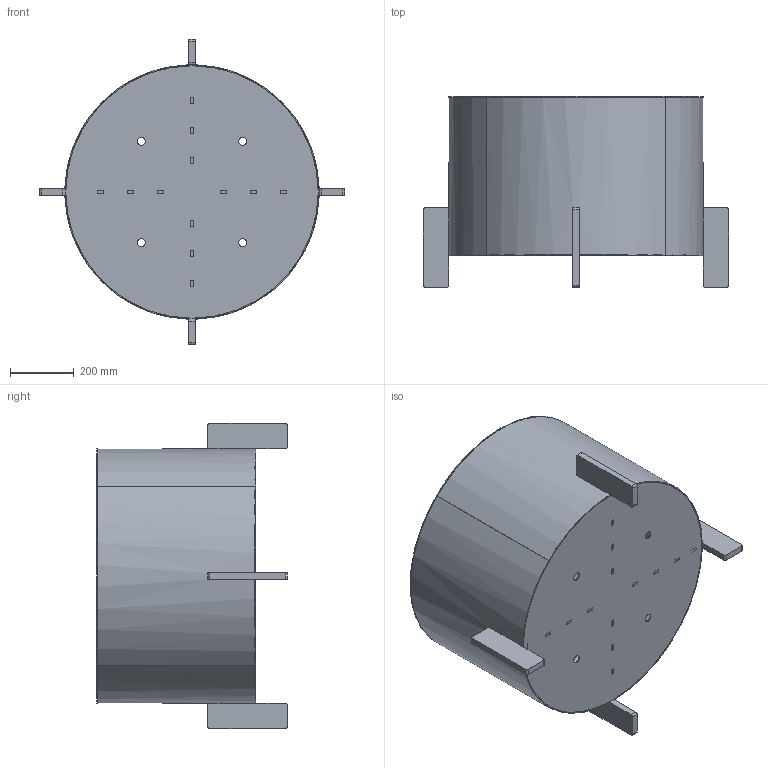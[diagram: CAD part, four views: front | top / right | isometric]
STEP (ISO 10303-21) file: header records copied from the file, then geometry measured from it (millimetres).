
FILE_DESCRIPTION (( 'STEP AP203' ), '1' );
FILE_NAME ('DRUM-DRC3.STEP', '2020-04-24T10:08:32', ( '' ), ( '' ), 'SwSTEP 2.0', 'SolidWorks 2019', '' );
FILE_SCHEMA (( 'CONFIG_CONTROL_DESIGN' ));
Length unit declared in the file: millimetre
Products named in the file (7): DRUM-3 Reinf.; DRUM-3 wall; DRUM-DRC3; DRUM-3 Innerring; DRUM-3 Topring; DRUM-3 Foot.; DRUM-3 Bottom
Assembly tree (12 placements, depth 2):
  DRUM-DRC3
    DRUM-3 Bottom
    DRUM-3 wall
    DRUM-3 Topring  x2
    DRUM-3 Foot.  x4
    DRUM-3 Reinf.  x2
    DRUM-3 Innerring  x2
Bounding box: 960 x 600 x 960 mm (x, y, z)
Volume: 8616488.3 mm3; surface area: 4316688.1 mm2
Topology: 12 solids, 12 shells, 190 faces, 498 edges, 332 vertices
Faces by surface type: plane 146, cylinder 44
Entity records: 4885 total; most frequent: CARTESIAN_POINT 699, DIRECTION 682, ORIENTED_EDGE 672, EDGE_CURVE 336, VECTOR 268, LINE 268, VERTEX_POINT 224, AXIS2_PLACEMENT_3D 207
